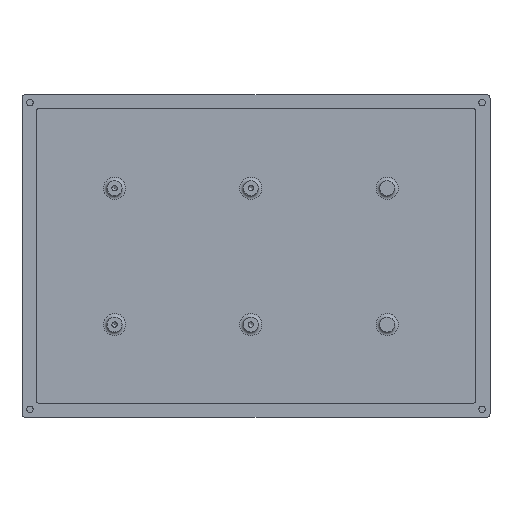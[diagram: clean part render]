
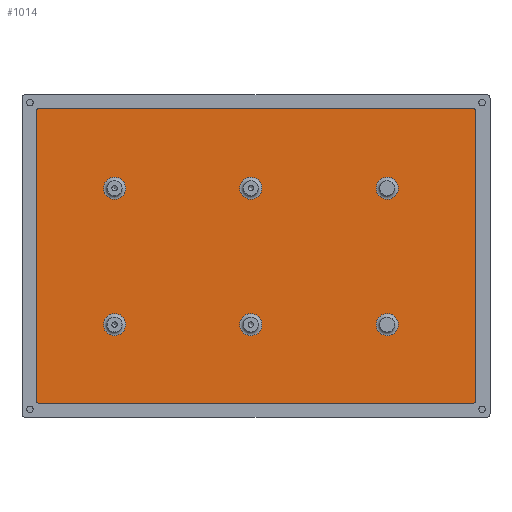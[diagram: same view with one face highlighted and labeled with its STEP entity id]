
A CAD part, top view. The second image highlights one B-rep face of the part: STEP entity #1014.
In plain terms, the highlighted planar face has unit normal (0, 0, 1).
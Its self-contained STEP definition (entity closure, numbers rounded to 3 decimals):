
#22=FACE_BOUND('',#229,.T.);
#23=FACE_BOUND('',#230,.T.);
#24=FACE_BOUND('',#231,.T.);
#25=FACE_BOUND('',#232,.T.);
#26=FACE_BOUND('',#233,.T.);
#27=FACE_BOUND('',#234,.T.);
#84=CIRCLE('',#1117,3.1);
#85=CIRCLE('',#1119,0.5);
#86=CIRCLE('',#1120,0.5);
#87=CIRCLE('',#1121,0.5);
#88=CIRCLE('',#1122,0.5);
#89=CIRCLE('',#1123,3.1);
#90=CIRCLE('',#1124,3.1);
#91=CIRCLE('',#1125,3.1);
#92=CIRCLE('',#1126,3.1);
#93=CIRCLE('',#1127,3.1);
#158=FACE_OUTER_BOUND('',#228,.T.);
#228=EDGE_LOOP('',(#759,#760,#761,#762,#763,#764,#765,#766));
#229=EDGE_LOOP('',(#767));
#230=EDGE_LOOP('',(#768));
#231=EDGE_LOOP('',(#769));
#232=EDGE_LOOP('',(#770));
#233=EDGE_LOOP('',(#771));
#234=EDGE_LOOP('',(#772));
#322=LINE('',#1669,#400);
#323=LINE('',#1673,#401);
#324=LINE('',#1677,#402);
#325=LINE('',#1680,#403);
#400=VECTOR('',#1331,10.);
#401=VECTOR('',#1334,10.);
#402=VECTOR('',#1337,10.);
#403=VECTOR('',#1340,10.);
#481=VERTEX_POINT('',#1661);
#482=VERTEX_POINT('',#1665);
#483=VERTEX_POINT('',#1666);
#484=VERTEX_POINT('',#1668);
#485=VERTEX_POINT('',#1670);
#486=VERTEX_POINT('',#1672);
#487=VERTEX_POINT('',#1674);
#488=VERTEX_POINT('',#1676);
#489=VERTEX_POINT('',#1678);
#490=VERTEX_POINT('',#1681);
#491=VERTEX_POINT('',#1683);
#492=VERTEX_POINT('',#1685);
#493=VERTEX_POINT('',#1687);
#494=VERTEX_POINT('',#1689);
#588=EDGE_CURVE('',#481,#481,#84,.T.);
#589=EDGE_CURVE('',#482,#483,#85,.T.);
#590=EDGE_CURVE('',#484,#483,#322,.T.);
#591=EDGE_CURVE('',#484,#485,#86,.T.);
#592=EDGE_CURVE('',#486,#485,#323,.T.);
#593=EDGE_CURVE('',#486,#487,#87,.T.);
#594=EDGE_CURVE('',#488,#487,#324,.T.);
#595=EDGE_CURVE('',#488,#489,#88,.T.);
#596=EDGE_CURVE('',#482,#489,#325,.T.);
#597=EDGE_CURVE('',#490,#490,#89,.T.);
#598=EDGE_CURVE('',#491,#491,#90,.T.);
#599=EDGE_CURVE('',#492,#492,#91,.T.);
#600=EDGE_CURVE('',#493,#493,#92,.T.);
#601=EDGE_CURVE('',#494,#494,#93,.T.);
#759=ORIENTED_EDGE('',*,*,#589,.T.);
#760=ORIENTED_EDGE('',*,*,#590,.F.);
#761=ORIENTED_EDGE('',*,*,#591,.T.);
#762=ORIENTED_EDGE('',*,*,#592,.F.);
#763=ORIENTED_EDGE('',*,*,#593,.T.);
#764=ORIENTED_EDGE('',*,*,#594,.F.);
#765=ORIENTED_EDGE('',*,*,#595,.T.);
#766=ORIENTED_EDGE('',*,*,#596,.F.);
#767=ORIENTED_EDGE('',*,*,#597,.F.);
#768=ORIENTED_EDGE('',*,*,#598,.F.);
#769=ORIENTED_EDGE('',*,*,#599,.F.);
#770=ORIENTED_EDGE('',*,*,#600,.F.);
#771=ORIENTED_EDGE('',*,*,#601,.F.);
#772=ORIENTED_EDGE('',*,*,#588,.F.);
#974=PLANE('',#1118);
#1014=ADVANCED_FACE('',(#158,#22,#23,#24,#25,#26,#27),#974,.F.);
#1117=AXIS2_PLACEMENT_3D('',#1663,#1325,#1326);
#1118=AXIS2_PLACEMENT_3D('',#1664,#1327,#1328);
#1119=AXIS2_PLACEMENT_3D('',#1667,#1329,#1330);
#1120=AXIS2_PLACEMENT_3D('',#1671,#1332,#1333);
#1121=AXIS2_PLACEMENT_3D('',#1675,#1335,#1336);
#1122=AXIS2_PLACEMENT_3D('',#1679,#1338,#1339);
#1123=AXIS2_PLACEMENT_3D('',#1682,#1341,#1342);
#1124=AXIS2_PLACEMENT_3D('',#1684,#1343,#1344);
#1125=AXIS2_PLACEMENT_3D('',#1686,#1345,#1346);
#1126=AXIS2_PLACEMENT_3D('',#1688,#1347,#1348);
#1127=AXIS2_PLACEMENT_3D('',#1690,#1349,#1350);
#1325=DIRECTION('center_axis',(0.,0.,1.));
#1326=DIRECTION('ref_axis',(-1.,0.,0.));
#1327=DIRECTION('center_axis',(0.,0.,-1.));
#1328=DIRECTION('ref_axis',(-1.,0.,0.));
#1329=DIRECTION('center_axis',(0.,0.,1.));
#1330=DIRECTION('ref_axis',(0.707,0.707,0.));
#1331=DIRECTION('',(1.,0.,0.));
#1332=DIRECTION('center_axis',(0.,0.,1.));
#1333=DIRECTION('ref_axis',(-0.707,0.707,0.));
#1334=DIRECTION('',(0.,1.,0.));
#1335=DIRECTION('center_axis',(0.,0.,1.));
#1336=DIRECTION('ref_axis',(-0.707,-0.707,0.));
#1337=DIRECTION('',(-1.,0.,0.));
#1338=DIRECTION('center_axis',(0.,0.,1.));
#1339=DIRECTION('ref_axis',(0.707,-0.707,0.));
#1340=DIRECTION('',(0.,-1.,0.));
#1341=DIRECTION('center_axis',(0.,0.,1.));
#1342=DIRECTION('ref_axis',(-1.,0.,0.));
#1343=DIRECTION('center_axis',(0.,0.,1.));
#1344=DIRECTION('ref_axis',(-1.,0.,0.));
#1345=DIRECTION('center_axis',(0.,0.,1.));
#1346=DIRECTION('ref_axis',(-1.,0.,0.));
#1347=DIRECTION('center_axis',(0.,0.,1.));
#1348=DIRECTION('ref_axis',(-1.,0.,0.));
#1349=DIRECTION('center_axis',(0.,0.,1.));
#1350=DIRECTION('ref_axis',(-1.,0.,0.));
#1661=CARTESIAN_POINT('',(-36.429,-19.155,1.));
#1663=CARTESIAN_POINT('Origin',(-39.529,-19.155,1.));
#1664=CARTESIAN_POINT('Origin',(0.,0.,
1.));
#1665=CARTESIAN_POINT('',(61.4,40.6,1.));
#1666=CARTESIAN_POINT('',(60.9,41.1,1.));
#1667=CARTESIAN_POINT('Origin',(60.9,40.6,1.));
#1668=CARTESIAN_POINT('',(-60.9,41.1,1.));
#1669=CARTESIAN_POINT('',(30.7,41.1,1.));
#1670=CARTESIAN_POINT('',(-61.4,40.6,1.));
#1671=CARTESIAN_POINT('Origin',(-60.9,40.6,1.));
#1672=CARTESIAN_POINT('',(-61.4,-40.6,1.));
#1673=CARTESIAN_POINT('',(-61.4,20.55,1.));
#1674=CARTESIAN_POINT('',(-60.9,-41.1,1.));
#1675=CARTESIAN_POINT('Origin',(-60.9,-40.6,1.));
#1676=CARTESIAN_POINT('',(60.9,-41.1,1.));
#1677=CARTESIAN_POINT('',(-30.7,-41.1,1.));
#1678=CARTESIAN_POINT('',(61.4,-40.6,1.));
#1679=CARTESIAN_POINT('Origin',(60.9,-40.6,1.));
#1680=CARTESIAN_POINT('',(61.4,-20.55,1.));
#1681=CARTESIAN_POINT('',(-36.429,18.945,1.));
#1682=CARTESIAN_POINT('Origin',(-39.529,18.945,1.));
#1683=CARTESIAN_POINT('',(39.771,18.945,1.));
#1684=CARTESIAN_POINT('Origin',(36.671,18.945,1.));
#1685=CARTESIAN_POINT('',(39.771,-19.155,1.));
#1686=CARTESIAN_POINT('Origin',(36.671,-19.155,1.));
#1687=CARTESIAN_POINT('',(1.671,-19.155,1.));
#1688=CARTESIAN_POINT('Origin',(-1.429,-19.155,1.));
#1689=CARTESIAN_POINT('',(1.671,18.945,1.));
#1690=CARTESIAN_POINT('Origin',(-1.429,18.945,1.));
